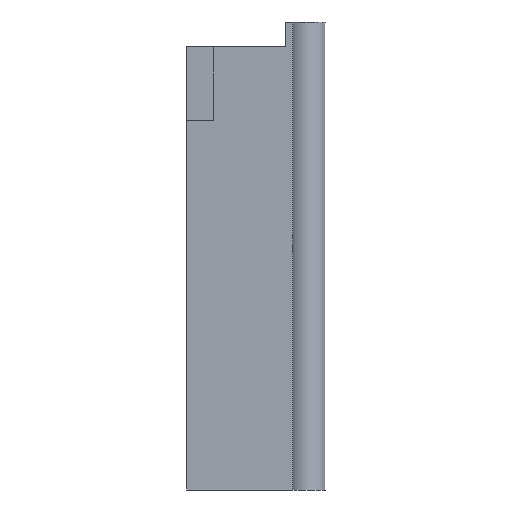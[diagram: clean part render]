
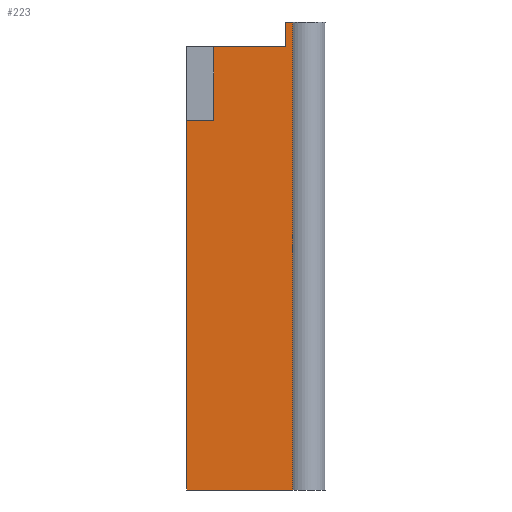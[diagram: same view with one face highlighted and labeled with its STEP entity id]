
A CAD part, left-side view. The second image highlights one B-rep face of the part: STEP entity #223.
In plain terms, the highlighted planar face has unit normal (-1, 0, 0).
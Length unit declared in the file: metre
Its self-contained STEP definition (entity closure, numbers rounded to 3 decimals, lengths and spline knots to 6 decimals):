
#61=ORIENTED_EDGE('',*,*,#100,.T.);
#62=ORIENTED_EDGE('',*,*,#106,.T.);
#63=ORIENTED_EDGE('',*,*,#101,.T.);
#64=ORIENTED_EDGE('',*,*,#96,.T.);
#65=ORIENTED_EDGE('',*,*,#85,.F.);
#66=ORIENTED_EDGE('',*,*,#90,.T.);
#67=ORIENTED_EDGE('',*,*,#81,.F.);
#68=ORIENTED_EDGE('',*,*,#93,.F.);
#81=EDGE_CURVE('',#111,#108,#131,.T.);
#85=EDGE_CURVE('',#115,#113,#135,.T.);
#90=EDGE_CURVE('',#115,#108,#139,.T.);
#93=EDGE_CURVE('',#120,#111,#142,.T.);
#96=EDGE_CURVE('',#122,#113,#145,.T.);
#100=EDGE_CURVE('',#120,#124,#148,.T.);
#101=EDGE_CURVE('',#125,#122,#149,.T.);
#106=EDGE_CURVE('',#124,#125,#153,.T.);
#108=VERTEX_POINT('',#318);
#111=VERTEX_POINT('',#323);
#113=VERTEX_POINT('',#328);
#115=VERTEX_POINT('',#332);
#120=VERTEX_POINT('',#349);
#122=VERTEX_POINT('',#355);
#124=VERTEX_POINT('',#361);
#125=VERTEX_POINT('',#365);
#131=LINE('',#324,#157);
#135=LINE('',#333,#161);
#139=LINE('',#342,#165);
#142=LINE('',#348,#168);
#145=LINE('',#354,#171);
#148=LINE('',#362,#174);
#149=LINE('',#364,#175);
#153=LINE('',#374,#179);
#157=VECTOR('',#262,1.);
#161=VECTOR('',#268,1.);
#165=VECTOR('',#276,1.);
#168=VECTOR('',#283,1.);
#171=VECTOR('',#288,1.);
#174=VECTOR('',#295,1.);
#175=VECTOR('',#298,1.);
#179=VECTOR('',#308,1.);
#189=EDGE_LOOP('',(#61,#62,#63,#64,#65,#66,#67,#68));
#201=FACE_BOUND('',#189,.T.);
#212=PLANE('',#251);
#223=ADVANCED_FACE('',(#201),#212,.T.);
#251=AXIS2_PLACEMENT_3D('',#373,#306,#307);
#262=DIRECTION('',(0.,0.,1.));
#268=DIRECTION('',(0.,0.,1.));
#276=DIRECTION('',(0.,1.,0.));
#283=DIRECTION('',(0.,-1.,0.));
#288=DIRECTION('',(0.,1.,0.));
#295=DIRECTION('',(0.,0.,-1.));
#298=DIRECTION('',(0.,0.,1.));
#306=DIRECTION('',(-1.,0.,0.));
#307=DIRECTION('',(0.,-1.,0.));
#308=DIRECTION('',(0.,-1.,0.));
#318=CARTESIAN_POINT('',(0.00075,-0.00775,0.05));
#323=CARTESIAN_POINT('',(0.00075,-0.00775,0.0425));
#324=CARTESIAN_POINT('',(0.00075,-0.00775,0.0425));
#328=CARTESIAN_POINT('',(0.00075,-0.015,0.0525));
#332=CARTESIAN_POINT('',(0.00075,-0.015,0.05));
#333=CARTESIAN_POINT('',(0.00075,-0.015,0.0525));
#342=CARTESIAN_POINT('',(0.00075,-0.01,0.05));
#348=CARTESIAN_POINT('',(0.00075,-0.006375,0.0425));
#349=CARTESIAN_POINT('',(0.00075,-0.005,0.0425));
#354=CARTESIAN_POINT('',(0.00075,-0.010375,0.0525));
#355=CARTESIAN_POINT('',(0.00075,-0.01575,0.0525));
#361=CARTESIAN_POINT('',(0.00075,-0.005,0.00505));
#362=CARTESIAN_POINT('',(0.00075,-0.005,0.05));
#364=CARTESIAN_POINT('',(0.00075,-0.01575,0.004998));
#365=CARTESIAN_POINT('',(0.00075,-0.01575,0.00505));
#373=CARTESIAN_POINT('',(0.00075,0.,0.005));
#374=CARTESIAN_POINT('',(0.00075,0.,0.00505));
